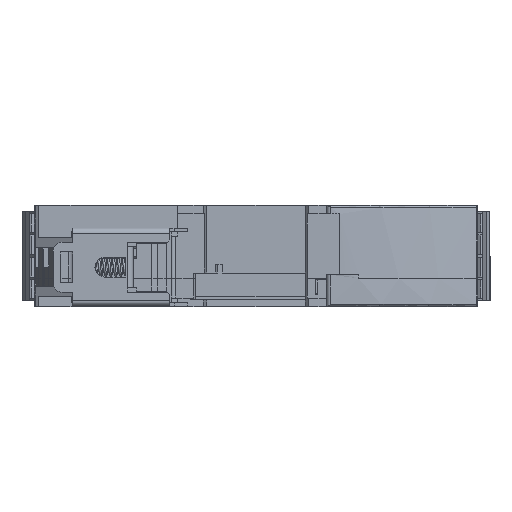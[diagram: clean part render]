
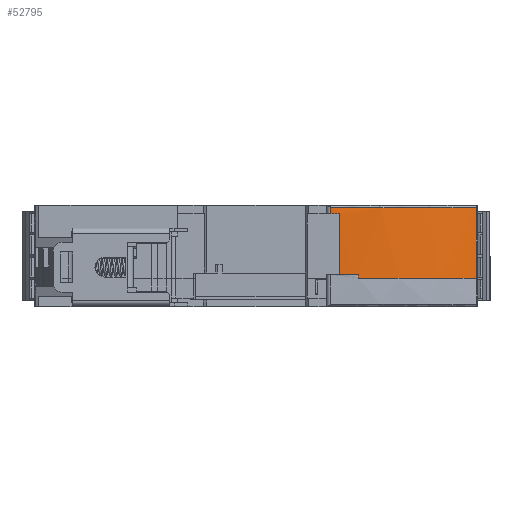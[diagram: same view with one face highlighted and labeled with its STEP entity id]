
A CAD part, front view. The second image highlights one B-rep face of the part: STEP entity #52795.
In plain terms, the highlighted cylindrical face has radius 80 mm (diameter 160 mm), a partial arc.
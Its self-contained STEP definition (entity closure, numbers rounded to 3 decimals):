
#603 = EDGE_CURVE ( 'NONE', #66017, #16846, #3481, .T. ) ;
#870 = VECTOR ( 'NONE', #62717, 1000. ) ;
#875 = EDGE_CURVE ( 'NONE', #12280, #75572, #46568, .T. ) ;
#1736 = VECTOR ( 'NONE', #75230, 1000. ) ;
#3481 = CIRCLE ( 'NONE', #61641, 80. ) ;
#6379 = VERTEX_POINT ( 'NONE', #57644 ) ;
#7960 = EDGE_CURVE ( 'NONE', #12280, #24274, #65947, .T. ) ;
#8078 = EDGE_CURVE ( 'NONE', #6379, #24274, #11013, .T. ) ;
#10691 = ORIENTED_EDGE ( 'NONE', *, *, #7960, .T. ) ;
#11013 = CIRCLE ( 'NONE', #56498, 80. ) ;
#11345 = AXIS2_PLACEMENT_3D ( 'NONE', #60391, #48895, #54442 ) ;
#12280 = VERTEX_POINT ( 'NONE', #26626 ) ;
#12943 = CARTESIAN_POINT ( 'NONE',  ( 49.223, 11.669, 13.3 ) ) ;
#13305 = DIRECTION ( 'NONE',  ( 0.065, -0.998, 0. ) ) ;
#13600 = VERTEX_POINT ( 'NONE', #48382 ) ;
#13664 = CARTESIAN_POINT ( 'NONE',  ( 16.741, 3.316, 11.9 ) ) ;
#14712 = VECTOR ( 'NONE', #55641, 1000. ) ;
#14822 = CIRCLE ( 'NONE', #74274, 80. ) ;
#15434 = CARTESIAN_POINT ( 'NONE',  ( 13.5, 83.25, -2.5 ) ) ;
#15578 = DIRECTION ( 'NONE',  ( 0., 0., -1. ) ) ;
#15976 = ORIENTED_EDGE ( 'NONE', *, *, #72918, .T. ) ;
#16846 = VERTEX_POINT ( 'NONE', #39760 ) ;
#20902 = DIRECTION ( 'NONE',  ( 0., 0., -1. ) ) ;
#24274 = VERTEX_POINT ( 'NONE', #51321 ) ;
#24781 = LINE ( 'NONE', #13664, #14712 ) ;
#26626 = CARTESIAN_POINT ( 'NONE',  ( 18.7, 3.419, 11.9 ) ) ;
#26918 = ORIENTED_EDGE ( 'NONE', *, *, #603, .T. ) ;
#26963 = EDGE_CURVE ( 'NONE', #37673, #13600, #14822, .T. ) ;
#27941 = CARTESIAN_POINT ( 'NONE',  ( 49.223, 11.669, -2.5 ) ) ;
#28104 = CARTESIAN_POINT ( 'NONE',  ( 49.223, 11.669, 13.3 ) ) ;
#29892 = CARTESIAN_POINT ( 'NONE',  ( 18.7, 3.419, 11.9 ) ) ;
#30286 = FACE_OUTER_BOUND ( 'NONE', #33860, .T. ) ;
#32333 = VECTOR ( 'NONE', #20902, 1000. ) ;
#32395 = DIRECTION ( 'NONE',  ( 0.041, -0.999, 0. ) ) ;
#33140 = ORIENTED_EDGE ( 'NONE', *, *, #8078, .F. ) ;
#33860 = EDGE_LOOP ( 'NONE', ( #58175, #10691, #33140, #64524, #38743, #54964, #26918, #15976 ) ) ;
#34007 = EDGE_CURVE ( 'NONE', #37673, #66017, #70862, .T. ) ;
#34815 = DIRECTION ( 'NONE',  ( 0.447, -0.895, 0. ) ) ;
#35141 = AXIS2_PLACEMENT_3D ( 'NONE', #66420, #43400, #13305 ) ;
#36227 = CYLINDRICAL_SURFACE ( 'NONE', #11345, 80. ) ;
#37673 = VERTEX_POINT ( 'NONE', #27941 ) ;
#38743 = ORIENTED_EDGE ( 'NONE', *, *, #26963, .F. ) ;
#39760 = CARTESIAN_POINT ( 'NONE',  ( 16.741, 3.316, 13.3 ) ) ;
#43400 = DIRECTION ( 'NONE',  ( 0., 0., -1. ) ) ;
#45057 = CARTESIAN_POINT ( 'NONE',  ( 13.5, 83.25, 13.3 ) ) ;
#46568 = CIRCLE ( 'NONE', #35141, 80. ) ;
#48382 = CARTESIAN_POINT ( 'NONE',  ( 22.9, 3.804, -2.5 ) ) ;
#48895 = DIRECTION ( 'NONE',  ( 0., 0., -1. ) ) ;
#51321 = CARTESIAN_POINT ( 'NONE',  ( 18.7, 3.419, -1.7 ) ) ;
#52795 = ADVANCED_FACE ( 'NONE', ( #30286 ), #36227, .T. ) ;
#54311 = CARTESIAN_POINT ( 'NONE',  ( 16.741, 3.316, 11.9 ) ) ;
#54442 = DIRECTION ( 'NONE',  ( 0.447, -0.895, 0. ) ) ;
#54964 = ORIENTED_EDGE ( 'NONE', *, *, #34007, .T. ) ;
#55641 = DIRECTION ( 'NONE',  ( 0., 0., -1. ) ) ;
#56498 = AXIS2_PLACEMENT_3D ( 'NONE', #63496, #15578, #76165 ) ;
#57644 = CARTESIAN_POINT ( 'NONE',  ( 22.9, 3.804, -1.7 ) ) ;
#58175 = ORIENTED_EDGE ( 'NONE', *, *, #875, .F. ) ;
#60391 = CARTESIAN_POINT ( 'NONE',  ( 13.5, 83.25, 3.3 ) ) ;
#61641 = AXIS2_PLACEMENT_3D ( 'NONE', #45057, #70010, #32395 ) ;
#62717 = DIRECTION ( 'NONE',  ( 0., 0., -1. ) ) ;
#63496 = CARTESIAN_POINT ( 'NONE',  ( 13.5, 83.25, -1.7 ) ) ;
#63744 = DIRECTION ( 'NONE',  ( 0., 0., -1. ) ) ;
#64524 = ORIENTED_EDGE ( 'NONE', *, *, #76417, .T. ) ;
#65947 = LINE ( 'NONE', #29892, #870 ) ;
#66017 = VERTEX_POINT ( 'NONE', #12943 ) ;
#66420 = CARTESIAN_POINT ( 'NONE',  ( 13.5, 83.25, 11.9 ) ) ;
#70010 = DIRECTION ( 'NONE',  ( 0., 0., -1. ) ) ;
#70397 = CARTESIAN_POINT ( 'NONE',  ( 22.9, 3.804, -1.7 ) ) ;
#70862 = LINE ( 'NONE', #28104, #1736 ) ;
#72918 = EDGE_CURVE ( 'NONE', #16846, #75572, #24781, .T. ) ;
#74274 = AXIS2_PLACEMENT_3D ( 'NONE', #15434, #63744, #34815 ) ;
#75230 = DIRECTION ( 'NONE',  ( 0., 0., 1. ) ) ;
#75572 = VERTEX_POINT ( 'NONE', #54311 ) ;
#76165 = DIRECTION ( 'NONE',  ( 0.065, -0.998, 0. ) ) ;
#76340 = LINE ( 'NONE', #70397, #32333 ) ;
#76417 = EDGE_CURVE ( 'NONE', #6379, #13600, #76340, .T. ) ;
